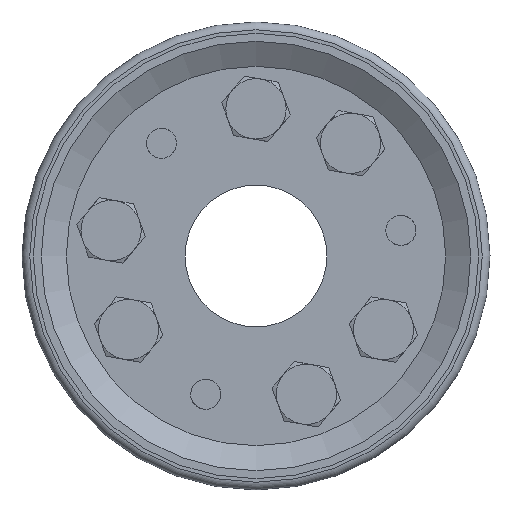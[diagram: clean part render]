
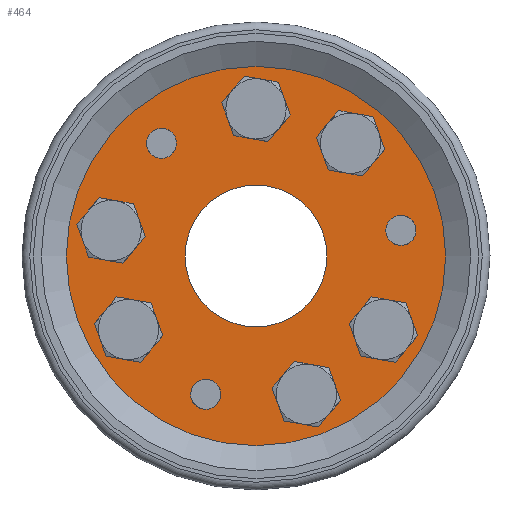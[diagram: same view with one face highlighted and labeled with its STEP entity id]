
A CAD part, left-side view. The second image highlights one B-rep face of the part: STEP entity #464.
In plain terms, the highlighted planar face has unit normal (-1, 0, 0).
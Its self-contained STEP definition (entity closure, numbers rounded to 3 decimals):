
#464 = ADVANCED_FACE( '', ( #1236, #1237, #1238, #1239, #1240, #1241, #1242, #1243, #1244, #1245, #1246 ), #1247, .T. );
#1236 = FACE_BOUND( '', #2453, .T. );
#1237 = FACE_BOUND( '', #2454, .T. );
#1238 = FACE_BOUND( '', #2455, .T. );
#1239 = FACE_OUTER_BOUND( '', #2456, .T. );
#1240 = FACE_BOUND( '', #2457, .T. );
#1241 = FACE_BOUND( '', #2458, .T. );
#1242 = FACE_BOUND( '', #2459, .T. );
#1243 = FACE_BOUND( '', #2460, .T. );
#1244 = FACE_BOUND( '', #2461, .T. );
#1245 = FACE_BOUND( '', #2462, .T. );
#1246 = FACE_BOUND( '', #2463, .T. );
#1247 = PLANE( '', #2464 );
#2453 = EDGE_LOOP( '', ( #3867 ) );
#2454 = EDGE_LOOP( '', ( #3868 ) );
#2455 = EDGE_LOOP( '', ( #3869 ) );
#2456 = EDGE_LOOP( '', ( #3870 ) );
#2457 = EDGE_LOOP( '', ( #3871 ) );
#2458 = EDGE_LOOP( '', ( #3872 ) );
#2459 = EDGE_LOOP( '', ( #3873 ) );
#2460 = EDGE_LOOP( '', ( #3874 ) );
#2461 = EDGE_LOOP( '', ( #3875 ) );
#2462 = EDGE_LOOP( '', ( #3876 ) );
#2463 = EDGE_LOOP( '', ( #3877 ) );
#2464 = AXIS2_PLACEMENT_3D( '', #3878, #3879, #3880 );
#3867 = ORIENTED_EDGE( '', *, *, #6212, .F. );
#3868 = ORIENTED_EDGE( '', *, *, #6213, .F. );
#3869 = ORIENTED_EDGE( '', *, *, #6214, .F. );
#3870 = ORIENTED_EDGE( '', *, *, #6215, .T. );
#3871 = ORIENTED_EDGE( '', *, *, #6216, .F. );
#3872 = ORIENTED_EDGE( '', *, *, #6217, .F. );
#3873 = ORIENTED_EDGE( '', *, *, #6218, .F. );
#3874 = ORIENTED_EDGE( '', *, *, #6219, .F. );
#3875 = ORIENTED_EDGE( '', *, *, #6220, .F. );
#3876 = ORIENTED_EDGE( '', *, *, #6221, .F. );
#3877 = ORIENTED_EDGE( '', *, *, #6222, .T. );
#3878 = CARTESIAN_POINT( '', ( -47.556, -12.213, 14.555 ) );
#3879 = DIRECTION( '', ( -1., 0., 0. ) );
#3880 = DIRECTION( '', ( 0., -0.643, 0.766 ) );
#6212 = EDGE_CURVE( '', #7300, #7300, #7301, .T. );
#6213 = EDGE_CURVE( '', #7302, #7302, #7303, .T. );
#6214 = EDGE_CURVE( '', #7304, #7304, #7305, .T. );
#6215 = EDGE_CURVE( '', #7306, #7306, #7307, .T. );
#6216 = EDGE_CURVE( '', #7308, #7308, #7309, .T. );
#6217 = EDGE_CURVE( '', #7310, #7310, #7311, .T. );
#6218 = EDGE_CURVE( '', #7312, #7312, #7313, .T. );
#6219 = EDGE_CURVE( '', #7314, #7314, #7315, .T. );
#6220 = EDGE_CURVE( '', #7316, #7316, #7317, .T. );
#6221 = EDGE_CURVE( '', #7318, #7318, #7319, .T. );
#6222 = EDGE_CURVE( '', #7320, #7320, #7321, .F. );
#7300 = VERTEX_POINT( '', #9038 );
#7301 = CIRCLE( '', #9039, 4.25 );
#7302 = VERTEX_POINT( '', #9040 );
#7303 = CIRCLE( '', #9041, 4.25 );
#7304 = VERTEX_POINT( '', #9042 );
#7305 = CIRCLE( '', #9043, 4.25 );
#7306 = VERTEX_POINT( '', #9044 );
#7307 = CIRCLE( '', #9045, 53.5 );
#7308 = VERTEX_POINT( '', #9046 );
#7309 = CIRCLE( '', #9047, 7.7 );
#7310 = VERTEX_POINT( '', #9048 );
#7311 = CIRCLE( '', #9049, 7.7 );
#7312 = VERTEX_POINT( '', #9050 );
#7313 = CIRCLE( '', #9051, 7.7 );
#7314 = VERTEX_POINT( '', #9052 );
#7315 = CIRCLE( '', #9053, 7.7 );
#7316 = VERTEX_POINT( '', #9054 );
#7317 = CIRCLE( '', #9055, 7.7 );
#7318 = VERTEX_POINT( '', #9056 );
#7319 = CIRCLE( '', #9057, 7.7 );
#7320 = VERTEX_POINT( '', #9058 );
#7321 = CIRCLE( '', #9059, 20. );
#9038 = CARTESIAN_POINT( '', ( -47.556, 10.938, -41.729 ) );
#9039 = AXIS2_PLACEMENT_3D( '', #10978, #10979, #10980 );
#9040 = CARTESIAN_POINT( '', ( -47.556, -44.125, 4.475 ) );
#9041 = AXIS2_PLACEMENT_3D( '', #10981, #10982, #10983 );
#9042 = CARTESIAN_POINT( '', ( -47.556, 23.42, 29.059 ) );
#9043 = AXIS2_PLACEMENT_3D( '', #10984, #10985, #10986 );
#9044 = CARTESIAN_POINT( '', ( -47.556, -34.389, 40.983 ) );
#9045 = AXIS2_PLACEMENT_3D( '', #10987, #10988, #10989 );
#9046 = CARTESIAN_POINT( '', ( -47.556, -35.94, -13.05 ) );
#9047 = AXIS2_PLACEMENT_3D( '', #10990, #10991, #10992 );
#9048 = CARTESIAN_POINT( '', ( -47.556, 35.94, -13.05 ) );
#9049 = AXIS2_PLACEMENT_3D( '', #10993, #10994, #10995 );
#9050 = CARTESIAN_POINT( '', ( -47.556, 0., 49.2 ) );
#9051 = AXIS2_PLACEMENT_3D( '', #10996, #10997, #10998 );
#9052 = CARTESIAN_POINT( '', ( -47.556, 40.87, 14.906 ) );
#9053 = AXIS2_PLACEMENT_3D( '', #10999, #11000, #11001 );
#9054 = CARTESIAN_POINT( '', ( -47.556, -14.194, -31.297 ) );
#9055 = AXIS2_PLACEMENT_3D( '', #11002, #11003, #11004 );
#9056 = CARTESIAN_POINT( '', ( -47.556, -26.676, 39.491 ) );
#9057 = AXIS2_PLACEMENT_3D( '', #11005, #11006, #11007 );
#9058 = CARTESIAN_POINT( '', ( -47.556, 0., 20. ) );
#9059 = AXIS2_PLACEMENT_3D( '', #11008, #11009, #11010 );
#10978 = CARTESIAN_POINT( '', ( -47.556, 14.194, -38.997 ) );
#10979 = DIRECTION( '', ( -1., 0., 0. ) );
#10980 = DIRECTION( '', ( 0., -0.766, -0.643 ) );
#10981 = CARTESIAN_POINT( '', ( -47.556, -40.87, 7.206 ) );
#10982 = DIRECTION( '', ( -1., 0., 0. ) );
#10983 = DIRECTION( '', ( 0., -0.766, -0.643 ) );
#10984 = CARTESIAN_POINT( '', ( -47.556, 26.676, 31.791 ) );
#10985 = DIRECTION( '', ( -1., 0., 0. ) );
#10986 = DIRECTION( '', ( 0., -0.766, -0.643 ) );
#10987 = CARTESIAN_POINT( '', ( -47.556, 0., 0. ) );
#10988 = DIRECTION( '', ( -1., 0., 0. ) );
#10989 = DIRECTION( '', ( 0., -0.643, 0.766 ) );
#10990 = CARTESIAN_POINT( '', ( -47.556, -35.94, -20.75 ) );
#10991 = DIRECTION( '', ( -1., 0., 0. ) );
#10992 = DIRECTION( '', ( 0., 0., 1. ) );
#10993 = CARTESIAN_POINT( '', ( -47.556, 35.94, -20.75 ) );
#10994 = DIRECTION( '', ( -1., 0., 0. ) );
#10995 = DIRECTION( '', ( 0., 0., 1. ) );
#10996 = CARTESIAN_POINT( '', ( -47.556, 0., 41.5 ) );
#10997 = DIRECTION( '', ( -1., 0., 0. ) );
#10998 = DIRECTION( '', ( 0., 0., 1. ) );
#10999 = CARTESIAN_POINT( '', ( -47.556, 40.87, 7.206 ) );
#11000 = DIRECTION( '', ( -1., 0., 0. ) );
#11001 = DIRECTION( '', ( 0., 0., 1. ) );
#11002 = CARTESIAN_POINT( '', ( -47.556, -14.194, -38.997 ) );
#11003 = DIRECTION( '', ( -1., 0., 0. ) );
#11004 = DIRECTION( '', ( 0., 0., 1. ) );
#11005 = CARTESIAN_POINT( '', ( -47.556, -26.676, 31.791 ) );
#11006 = DIRECTION( '', ( -1., 0., 0. ) );
#11007 = DIRECTION( '', ( 0., 0., 1. ) );
#11008 = CARTESIAN_POINT( '', ( -47.556, 0., 0. ) );
#11009 = DIRECTION( '', ( -1., 0., 0. ) );
#11010 = DIRECTION( '', ( 0., 0., 1. ) );
